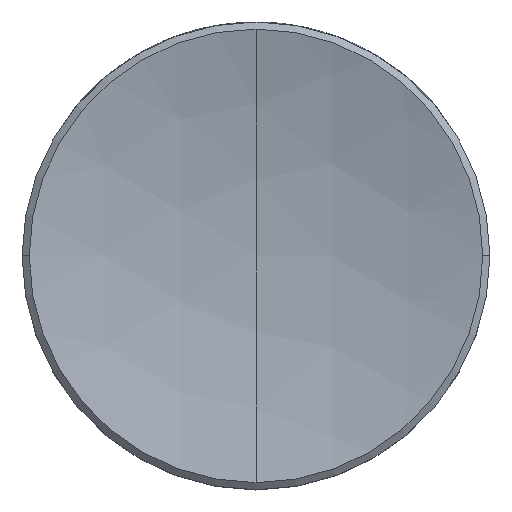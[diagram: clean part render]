
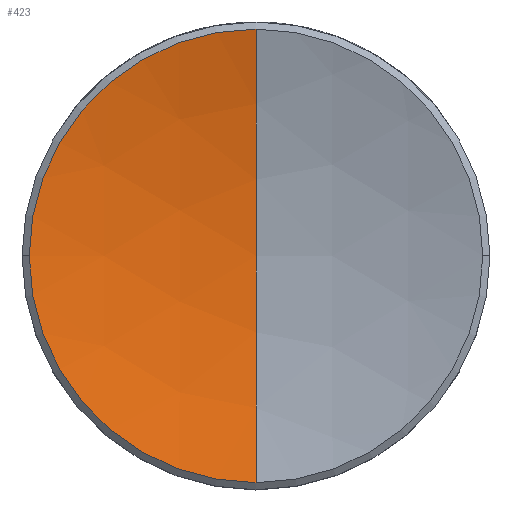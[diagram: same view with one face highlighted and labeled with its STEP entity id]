
A CAD part, top view. The second image highlights one B-rep face of the part: STEP entity #423.
In plain terms, the highlighted spherical face has radius 24 mm.
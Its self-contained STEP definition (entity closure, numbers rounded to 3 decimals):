
#49 = ORIENTED_EDGE ( 'NONE', *, *, #366, .T. ) ;
#131 = EDGE_CURVE ( 'NONE', #1331, #2008, #401, .T. ) ;
#147 = AXIS2_PLACEMENT_3D ( 'NONE', #805, #1280, #2870 ) ;
#366 = EDGE_CURVE ( 'NONE', #2817, #867, #582, .T. ) ;
#401 = CIRCLE ( 'NONE', #2200, 24. ) ;
#423 = ADVANCED_FACE ( 'NONE', ( #1621 ), #1004, .F. ) ;
#486 = EDGE_CURVE ( 'NONE', #867, #1331, #1842, .T. ) ;
#582 = CIRCLE ( 'NONE', #147, 6.156 ) ;
#597 = AXIS2_PLACEMENT_3D ( 'NONE', #2875, #1020, #2414 ) ;
#805 = CARTESIAN_POINT ( 'NONE',  ( 0., 0., 2.303 ) ) ;
#808 = CARTESIAN_POINT ( 'NONE',  ( -6.156, 0., 2.303 ) ) ;
#861 = DIRECTION ( 'NONE',  ( 0., 1., 0. ) ) ;
#867 = VERTEX_POINT ( 'NONE', #808 ) ;
#870 = CARTESIAN_POINT ( 'NONE',  ( 0., 0., 2.303 ) ) ;
#1004 = SPHERICAL_SURFACE ( 'NONE', #2758, 24. ) ;
#1020 = DIRECTION ( 'NONE',  ( -1., 0., 0. ) ) ;
#1045 = CIRCLE ( 'NONE', #597, 24. ) ;
#1053 = DIRECTION ( 'NONE',  ( 1., 0., 0. ) ) ;
#1112 = DIRECTION ( 'NONE',  ( 1., 0., 0. ) ) ;
#1280 = DIRECTION ( 'NONE',  ( 0., 0., 1. ) ) ;
#1331 = VERTEX_POINT ( 'NONE', #1797 ) ;
#1495 = DIRECTION ( 'NONE',  ( 0., 1., 0. ) ) ;
#1621 = FACE_OUTER_BOUND ( 'NONE', #2433, .T. ) ;
#1703 = ORIENTED_EDGE ( 'NONE', *, *, #2521, .F. ) ;
#1797 = CARTESIAN_POINT ( 'NONE',  ( 0., -6.156, 2.303 ) ) ;
#1842 = CIRCLE ( 'NONE', #2775, 6.156 ) ;
#2008 = VERTEX_POINT ( 'NONE', #2098 ) ;
#2098 = CARTESIAN_POINT ( 'NONE',  ( 0., 0., 1.5 ) ) ;
#2200 = AXIS2_PLACEMENT_3D ( 'NONE', #2487, #2251, #861 ) ;
#2228 = CARTESIAN_POINT ( 'NONE',  ( 0., 0., 25.5 ) ) ;
#2230 = ORIENTED_EDGE ( 'NONE', *, *, #486, .T. ) ;
#2251 = DIRECTION ( 'NONE',  ( 1., 0., 0. ) ) ;
#2259 = CARTESIAN_POINT ( 'NONE',  ( 0., 6.156, 2.303 ) ) ;
#2414 = DIRECTION ( 'NONE',  ( 0., 0., 1. ) ) ;
#2433 = EDGE_LOOP ( 'NONE', ( #49, #2230, #2795, #1703 ) ) ;
#2487 = CARTESIAN_POINT ( 'NONE',  ( 0., 0., 25.5 ) ) ;
#2521 = EDGE_CURVE ( 'NONE', #2817, #2008, #1045, .T. ) ;
#2758 = AXIS2_PLACEMENT_3D ( 'NONE', #2228, #1053, #1495 ) ;
#2775 = AXIS2_PLACEMENT_3D ( 'NONE', #870, #2913, #1112 ) ;
#2795 = ORIENTED_EDGE ( 'NONE', *, *, #131, .T. ) ;
#2817 = VERTEX_POINT ( 'NONE', #2259 ) ;
#2870 = DIRECTION ( 'NONE',  ( 1., 0., 0. ) ) ;
#2875 = CARTESIAN_POINT ( 'NONE',  ( 0., 0., 25.5 ) ) ;
#2913 = DIRECTION ( 'NONE',  ( 0., 0., 1. ) ) ;
